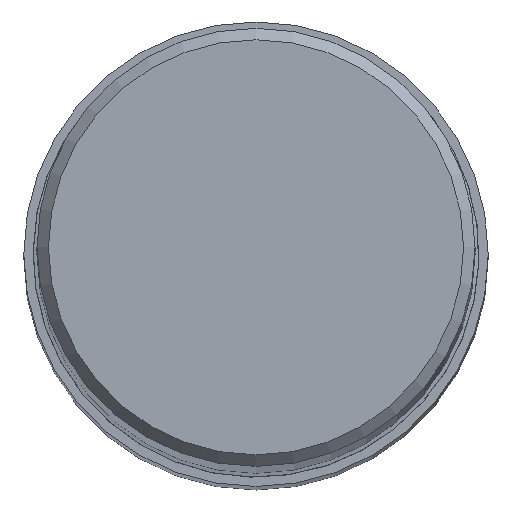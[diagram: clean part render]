
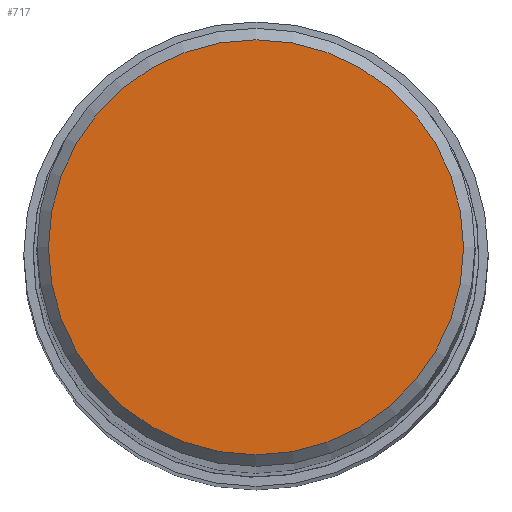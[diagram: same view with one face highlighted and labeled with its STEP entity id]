
A CAD part, top view. The second image highlights one B-rep face of the part: STEP entity #717.
In plain terms, the highlighted planar face has unit normal (0, 0, 1).
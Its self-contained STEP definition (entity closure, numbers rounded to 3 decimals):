
#537=PLANE('',#2405);
#602=FACE_OUTER_BOUND('',#945,.T.);
#717=ADVANCED_FACE('',(#602),#537,.F.);
#945=EDGE_LOOP('',(#1115));
#1115=ORIENTED_EDGE('',*,*,#1981,.F.);
#1765=VERTEX_POINT('',#3356);
#1981=EDGE_CURVE('',#1765,#1765,#2306,.T.);
#2306=CIRCLE('',#2404,9.025);
#2404=AXIS2_PLACEMENT_3D('',#3355,#2676,#2677);
#2405=AXIS2_PLACEMENT_3D('',#3357,#2678,#2679);
#2676=DIRECTION('',(0.,0.,-1.));
#2677=DIRECTION('',(0.,-1.,0.));
#2678=DIRECTION('',(0.,0.,-1.));
#2679=DIRECTION('',(0.,-1.,0.));
#3355=CARTESIAN_POINT('',(0.,0.,0.));
#3356=CARTESIAN_POINT('',(0.,-9.025,0.));
#3357=CARTESIAN_POINT('',(0.,4.3,0.));
